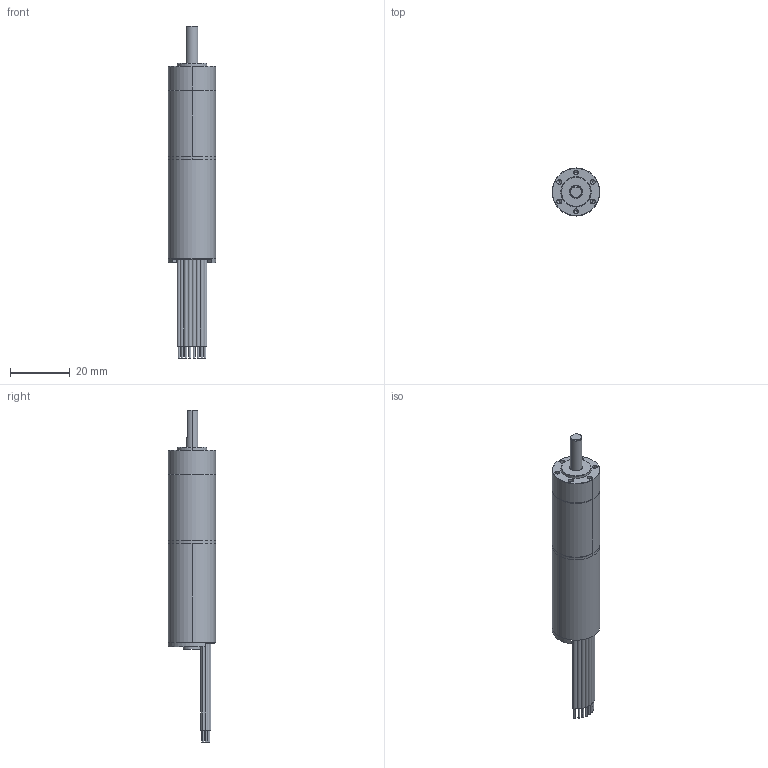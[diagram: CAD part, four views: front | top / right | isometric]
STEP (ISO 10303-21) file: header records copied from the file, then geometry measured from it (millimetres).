
FILE_DESCRIPTION((''),'2;1');
FILE_NAME('4611180002281_SW0001','2023-12-21T16:18:14',('ms27607'),(''),'CREO PARAMETRIC BY PTC INC, 2018100','CREO PARAMETRIC BY PTC INC, 2018100','');
FILE_SCHEMA(('CONFIG_CONTROL_DESIGN'));
Length unit declared in the file: millimetre
Products named in the file (1): 4611180002281_SW0001
Bounding box: 16 x 16 x 111.4 mm (x, y, z)
Surface area: 9593.8 mm2 (no closed solid volume)
Topology: 0 solids, 46 shells, 376 faces, 1231 edges, 870 vertices
Faces by surface type: cylinder 168, plane 139, cone 46, bspline 21, torus 2
Entity records: 14685 total; most frequent: CARTESIAN_POINT 3852, DIRECTION 2432, ORIENTED_EDGE 1909, EDGE_CURVE 1211, AXIS2_PLACEMENT_3D 912, VERTEX_POINT 869, VECTOR 608, LINE 608
